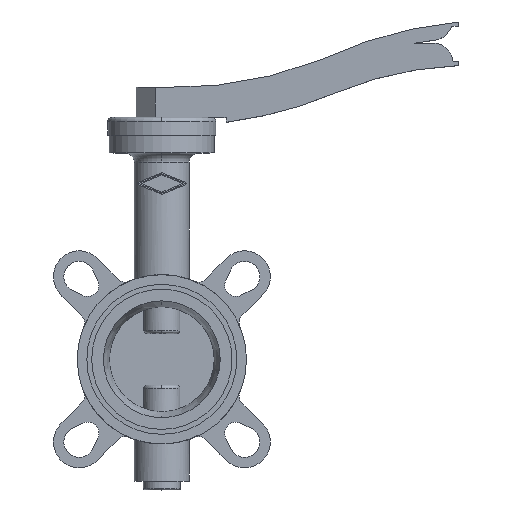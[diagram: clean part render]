
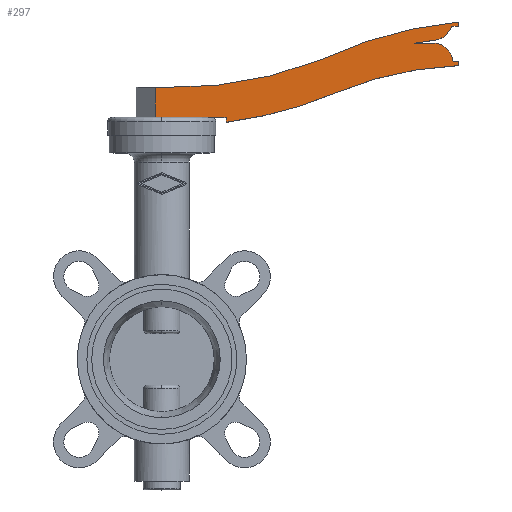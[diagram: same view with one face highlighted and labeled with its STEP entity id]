
A CAD part, top view. The second image highlights one B-rep face of the part: STEP entity #297.
In plain terms, the highlighted planar face has unit normal (0, 0, 1).
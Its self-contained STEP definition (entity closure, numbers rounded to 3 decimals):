
#297 = ADVANCED_FACE( '', ( #675 ), #676, .T. );
#675 = FACE_OUTER_BOUND( '', #1053, .T. );
#676 = PLANE( '', #1054 );
#1053 = EDGE_LOOP( '', ( #2489, #2490, #2491, #2492, #2493, #2494, #2495, #2496, #2497, #2498, #2499, #2500, #2501, #2502, #2503, #2504 ) );
#1054 = AXIS2_PLACEMENT_3D( '', #2505, #2506, #2507 );
#2489 = ORIENTED_EDGE( '', *, *, #2922, .T. );
#2490 = ORIENTED_EDGE( '', *, *, #2930, .T. );
#2491 = ORIENTED_EDGE( '', *, *, #2946, .T. );
#2492 = ORIENTED_EDGE( '', *, *, #2948, .T. );
#2493 = ORIENTED_EDGE( '', *, *, #2950, .T. );
#2494 = ORIENTED_EDGE( '', *, *, #2952, .T. );
#2495 = ORIENTED_EDGE( '', *, *, #2954, .T. );
#2496 = ORIENTED_EDGE( '', *, *, #2956, .T. );
#2497 = ORIENTED_EDGE( '', *, *, #2958, .T. );
#2498 = ORIENTED_EDGE( '', *, *, #2960, .T. );
#2499 = ORIENTED_EDGE( '', *, *, #2962, .T. );
#2500 = ORIENTED_EDGE( '', *, *, #2964, .T. );
#2501 = ORIENTED_EDGE( '', *, *, #2966, .T. );
#2502 = ORIENTED_EDGE( '', *, *, #2968, .T. );
#2503 = ORIENTED_EDGE( '', *, *, #2970, .T. );
#2504 = ORIENTED_EDGE( '', *, *, #2971, .T. );
#2505 = CARTESIAN_POINT( '', ( 0., 147., -13. ) );
#2506 = DIRECTION( '', ( 0., 0., 1. ) );
#2507 = DIRECTION( '', ( 1., 0., 0. ) );
#2922 = EDGE_CURVE( '', #3667, #3664, #3668, .T. );
#2930 = EDGE_CURVE( '', #3664, #3679, #3681, .T. );
#2946 = EDGE_CURVE( '', #3679, #3709, #3711, .T. );
#2948 = EDGE_CURVE( '', #3709, #3712, #3714, .T. );
#2950 = EDGE_CURVE( '', #3712, #3715, #3717, .T. );
#2952 = EDGE_CURVE( '', #3715, #3718, #3720, .T. );
#2954 = EDGE_CURVE( '', #3718, #3721, #3723, .T. );
#2956 = EDGE_CURVE( '', #3721, #3724, #3726, .T. );
#2958 = EDGE_CURVE( '', #3724, #3727, #3729, .T. );
#2960 = EDGE_CURVE( '', #3727, #3730, #3732, .T. );
#2962 = EDGE_CURVE( '', #3730, #3733, #3735, .T. );
#2964 = EDGE_CURVE( '', #3733, #3736, #3738, .T. );
#2966 = EDGE_CURVE( '', #3736, #3739, #3741, .T. );
#2968 = EDGE_CURVE( '', #3739, #3742, #3744, .T. );
#2970 = EDGE_CURVE( '', #3742, #3745, #3747, .T. );
#2971 = EDGE_CURVE( '', #3745, #3667, #3748, .T. );
#3664 = VERTEX_POINT( '', #5377 );
#3667 = VERTEX_POINT( '', #5381 );
#3668 = LINE( '', #5382, #5383 );
#3679 = VERTEX_POINT( '', #5400 );
#3681 = LINE( '', #5403, #5404 );
#3709 = VERTEX_POINT( '', #5440 );
#3711 = LINE( '', #5443, #5444 );
#3712 = VERTEX_POINT( '', #5445 );
#3714 = CIRCLE( '', #5448, 255. );
#3715 = VERTEX_POINT( '', #5449 );
#3717 = CIRCLE( '', #5452, 223. );
#3718 = VERTEX_POINT( '', #5453 );
#3720 = LINE( '', #5456, #5457 );
#3721 = VERTEX_POINT( '', #5458 );
#3723 = LINE( '', #5461, #5462 );
#3724 = VERTEX_POINT( '', #5463 );
#3726 = CIRCLE( '', #5466, 12.5 );
#3727 = VERTEX_POINT( '', #5467 );
#3729 = LINE( '', #5470, #5471 );
#3730 = VERTEX_POINT( '', #5472 );
#3732 = LINE( '', #5475, #5476 );
#3733 = VERTEX_POINT( '', #5477 );
#3735 = CIRCLE( '', #5480, 12.5 );
#3736 = VERTEX_POINT( '', #5481 );
#3738 = LINE( '', #5484, #5485 );
#3739 = VERTEX_POINT( '', #5486 );
#3741 = LINE( '', #5489, #5490 );
#3742 = VERTEX_POINT( '', #5491 );
#3744 = CIRCLE( '', #5494, 255. );
#3745 = VERTEX_POINT( '', #5495 );
#3747 = CIRCLE( '', #5498, 250. );
#3748 = LINE( '', #5499, #5500 );
#5377 = CARTESIAN_POINT( '', ( -4., 150., -13. ) );
#5381 = CARTESIAN_POINT( '', ( -4., 168.6, -13. ) );
#5382 = CARTESIAN_POINT( '', ( -4., 147., -13. ) );
#5383 = VECTOR( '', #6217, 1. );
#5400 = CARTESIAN_POINT( '', ( 39.8, 150., -13. ) );
#5403 = CARTESIAN_POINT( '', ( -16., 150., -13. ) );
#5404 = VECTOR( '', #6225, 1. );
#5440 = CARTESIAN_POINT( '', ( 39.8, 147., -13. ) );
#5443 = CARTESIAN_POINT( '', ( 39.8, 150., -13. ) );
#5444 = VECTOR( '', #6253, 1. );
#5445 = CARTESIAN_POINT( '', ( 107., 165., -13. ) );
#5448 = AXIS2_PLACEMENT_3D( '', #6255, #6256, #6257 );
#5449 = CARTESIAN_POINT( '', ( 184., 182.2, -13. ) );
#5452 = AXIS2_PLACEMENT_3D( '', #6259, #6260, #6261 );
#5453 = CARTESIAN_POINT( '', ( 184., 184.7, -13. ) );
#5456 = CARTESIAN_POINT( '', ( 184., 182.2, -13. ) );
#5457 = VECTOR( '', #6263, 1. );
#5458 = CARTESIAN_POINT( '', ( 180.6, 184.7, -13. ) );
#5461 = CARTESIAN_POINT( '', ( 184., 184.7, -13. ) );
#5462 = VECTOR( '', #6265, 1. );
#5463 = CARTESIAN_POINT( '', ( 168.015, 196.122, -13. ) );
#5466 = AXIS2_PLACEMENT_3D( '', #6267, #6268, #6269 );
#5467 = CARTESIAN_POINT( '', ( 156.4, 196., -13. ) );
#5470 = CARTESIAN_POINT( '', ( 168.015, 196.122, -13. ) );
#5471 = VECTOR( '', #6271, 1. );
#5472 = CARTESIAN_POINT( '', ( 169.9, 198., -13. ) );
#5475 = CARTESIAN_POINT( '', ( 156.4, 196., -13. ) );
#5476 = VECTOR( '', #6273, 1. );
#5477 = CARTESIAN_POINT( '', ( 179.7, 206.7, -13. ) );
#5480 = AXIS2_PLACEMENT_3D( '', #6275, #6276, #6277 );
#5481 = CARTESIAN_POINT( '', ( 184., 206.7, -13. ) );
#5484 = CARTESIAN_POINT( '', ( 179.7, 206.7, -13. ) );
#5485 = VECTOR( '', #6279, 1. );
#5486 = CARTESIAN_POINT( '', ( 184., 209.2, -13. ) );
#5489 = CARTESIAN_POINT( '', ( 184., 206.7, -13. ) );
#5490 = VECTOR( '', #6281, 1. );
#5491 = CARTESIAN_POINT( '', ( 99., 185.89, -13. ) );
#5494 = AXIS2_PLACEMENT_3D( '', #6283, #6284, #6285 );
#5495 = CARTESIAN_POINT( '', ( 0., 168.6, -13. ) );
#5498 = AXIS2_PLACEMENT_3D( '', #6287, #6288, #6289 );
#5499 = CARTESIAN_POINT( '', ( 0., 168.6, -13. ) );
#5500 = VECTOR( '', #6290, 1. );
#6217 = DIRECTION( '', ( 0., -1., 0. ) );
#6225 = DIRECTION( '', ( 1., 0., 0. ) );
#6253 = DIRECTION( '', ( 0., -1., 0. ) );
#6255 = CARTESIAN_POINT( '', ( 8.039, 400.014, -13. ) );
#6256 = DIRECTION( '', ( 0., 0., 1. ) );
#6257 = DIRECTION( '', ( 0.125, -0.992, 0. ) );
#6259 = CARTESIAN_POINT( '', ( 193.348, -40.604, -13. ) );
#6260 = DIRECTION( '', ( 0., 0., -1. ) );
#6261 = DIRECTION( '', ( -0.387, 0.922, 0. ) );
#6263 = DIRECTION( '', ( 0., 1., 0. ) );
#6265 = DIRECTION( '', ( -1., 0., 0. ) );
#6267 = CARTESIAN_POINT( '', ( 168.147, 183.623, -13. ) );
#6268 = DIRECTION( '', ( 0., 0., 1. ) );
#6269 = DIRECTION( '', ( 0.996, 0.086, 0. ) );
#6271 = DIRECTION( '', ( -1., -0.01, 0. ) );
#6273 = DIRECTION( '', ( 0.989, 0.147, 0. ) );
#6275 = CARTESIAN_POINT( '', ( 167.733, 210.311, -13. ) );
#6276 = DIRECTION( '', ( 0., 0., 1. ) );
#6277 = DIRECTION( '', ( 0.173, -0.985, 0. ) );
#6279 = DIRECTION( '', ( 1., 0., 0. ) );
#6281 = DIRECTION( '', ( 0., 1., 0. ) );
#6283 = CARTESIAN_POINT( '', ( 207.925, -44.675, -13. ) );
#6284 = DIRECTION( '', ( 0., 0., 1. ) );
#6285 = DIRECTION( '', ( -0.094, 0.996, 0. ) );
#6287 = CARTESIAN_POINT( '', ( 7.367, 418.491, -13. ) );
#6288 = DIRECTION( '', ( 0., 0., -1. ) );
#6289 = DIRECTION( '', ( 0.367, -0.93, 0. ) );
#6290 = DIRECTION( '', ( -1., 0., 0. ) );
